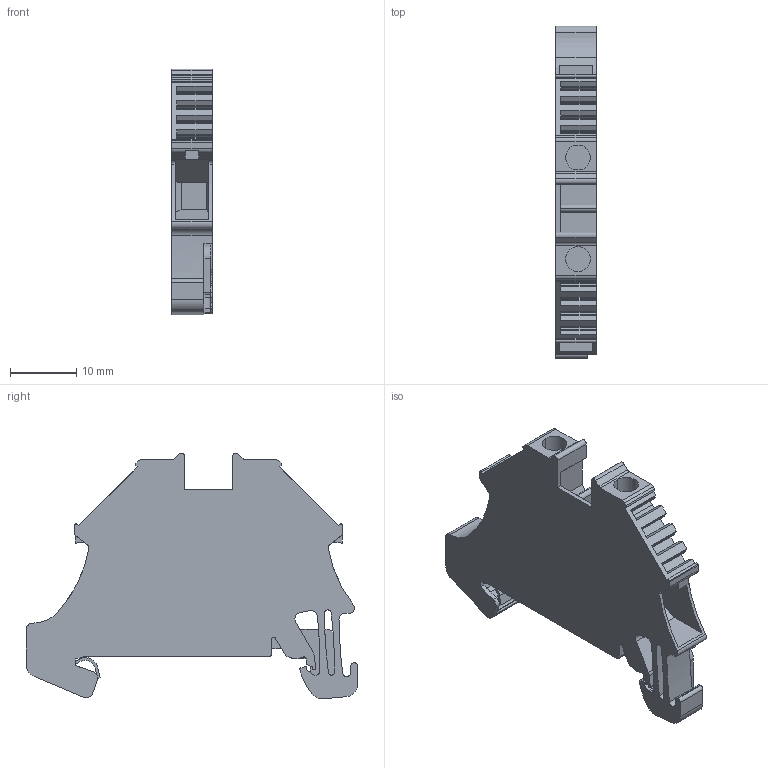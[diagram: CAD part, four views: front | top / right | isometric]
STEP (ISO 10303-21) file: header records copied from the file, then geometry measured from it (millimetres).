
FILE_DESCRIPTION(('CATIA V5R20 STEP214','CAx-IF Rec.Pracs.--- Model Styling and Organization---1.2---2011-12-15'),'2;1');
FILE_NAME ('D1447572_0', '2016-05-18T08:03:53+00:00', ('Weidmueller Interface'), ('Weidmueller'), 'CATIA Version 5-6 Release 2014 SP4', 'CATIA V5 STEP AP214', 'none');
FILE_SCHEMA(('AUTOMOTIVE_DESIGN { 1 0 10303 214 1 1 1 1 }'));
Length unit declared in the file: millimetre
Products named in the file (1): WPE_4N
Bounding box: 6.1 x 50 x 37.01 mm (x, y, z)
Volume: 5703.8 mm3; surface area: 4777.6 mm2
Topology: 1 solids, 1 shells, 330 faces, 963 edges, 638 vertices
Faces by surface type: plane 242, cylinder 88
Entity records: 10736 total; most frequent: ORIENTED_EDGE 1926, CARTESIAN_POINT 1878, DIRECTION 1515, EDGE_CURVE 963, VECTOR 766, LINE 766, VERTEX_POINT 638, AXIS2_PLACEMENT_3D 474
